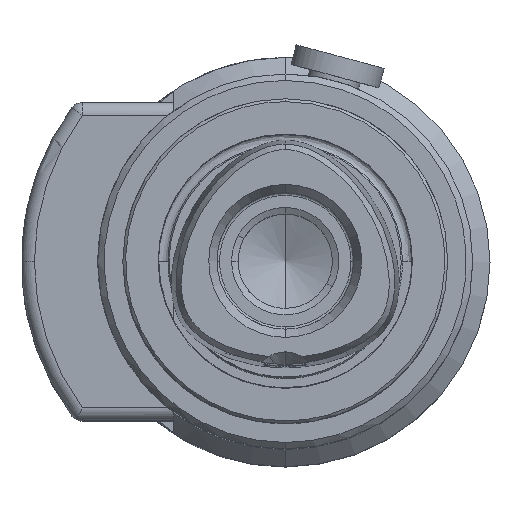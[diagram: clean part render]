
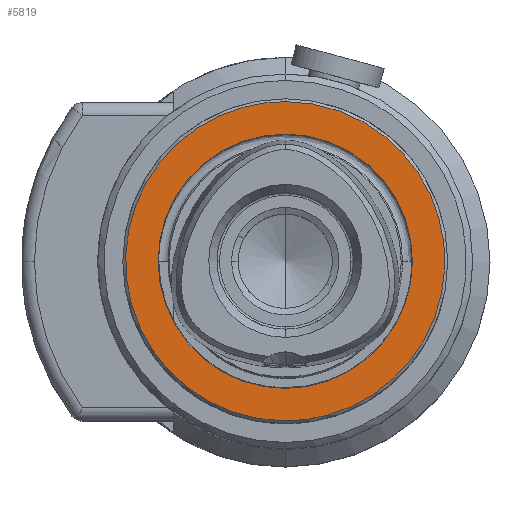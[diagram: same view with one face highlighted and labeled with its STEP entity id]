
A CAD part, top view. The second image highlights one B-rep face of the part: STEP entity #5819.
In plain terms, the highlighted planar face has unit normal (0, 0, 1).
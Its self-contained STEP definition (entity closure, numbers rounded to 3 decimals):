
#5714=AXIS2_PLACEMENT_3D('Circle Axis2P3D',#5712,#5713,$) ;
#5739=AXIS2_PLACEMENT_3D('Circle Axis2P3D',#5737,#5738,$) ;
#5753=AXIS2_PLACEMENT_3D('Plane Axis2P3D',#5750,#5751,#5752) ;
#5709=CARTESIAN_POINT('Vertex',(0.,19.564,0.)) ;
#5712=CARTESIAN_POINT('Axis2P3D Location',(0.,0.,0.)) ;
#5716=CARTESIAN_POINT('Vertex',(0.,-19.564,0.)) ;
#5737=CARTESIAN_POINT('Axis2P3D Location',(0.,0.,0.)) ;
#5750=CARTESIAN_POINT('Axis2P3D Location',(0.,18.75,0.)) ;
#5756=CARTESIAN_POINT('Control Point',(0.,24.56,0.)) ;
#5757=CARTESIAN_POINT('Control Point',(2.428,24.56,0.)) ;
#5758=CARTESIAN_POINT('Control Point',(4.856,24.26,0.)) ;
#5759=CARTESIAN_POINT('Control Point',(7.234,23.66,0.)) ;
#5760=CARTESIAN_POINT('Control Point',(11.793,21.885,0.)) ;
#5761=CARTESIAN_POINT('Control Point',(15.783,19.053,0.)) ;
#5762=CARTESIAN_POINT('Control Point',(17.592,17.396,0.)) ;
#5763=CARTESIAN_POINT('Control Point',(20.764,13.671,0.)) ;
#5764=CARTESIAN_POINT('Control Point',(22.933,9.285,0.)) ;
#5765=CARTESIAN_POINT('Control Point',(23.739,6.969,0.)) ;
#5766=CARTESIAN_POINT('Control Point',(24.764,2.185,0.)) ;
#5767=CARTESIAN_POINT('Control Point',(24.593,-2.705,0.)) ;
#5768=CARTESIAN_POINT('Control Point',(24.204,-5.127,0.)) ;
#5769=CARTESIAN_POINT('Control Point',(22.836,-9.824,0.)) ;
#5770=CARTESIAN_POINT('Control Point',(20.366,-14.048,0.)) ;
#5771=CARTESIAN_POINT('Control Point',(18.875,-15.995,0.)) ;
#5772=CARTESIAN_POINT('Control Point',(15.443,-19.482,0.)) ;
#5773=CARTESIAN_POINT('Control Point',(11.265,-22.028,0.)) ;
#5774=CARTESIAN_POINT('Control Point',(9.028,-23.035,0.)) ;
#5775=CARTESIAN_POINT('Control Point',(5.858,-24.012,0.)) ;
#5776=CARTESIAN_POINT('Control Point',(2.591,-24.446,0.)) ;
#5777=CARTESIAN_POINT('Control Point',(1.729,-24.522,0.)) ;
#5778=CARTESIAN_POINT('Control Point',(0.864,-24.56,0.)) ;
#5779=CARTESIAN_POINT('Control Point',(0.,-24.56,0.)) ;
#5780=CARTESIAN_POINT('Vertex',(0.,24.56,0.)) ;
#5782=CARTESIAN_POINT('Vertex',(0.,-24.56,0.)) ;
#5786=CARTESIAN_POINT('Control Point',(0.,-24.56,0.)) ;
#5787=CARTESIAN_POINT('Control Point',(-2.428,-24.56,0.)) ;
#5788=CARTESIAN_POINT('Control Point',(-4.856,-24.26,0.)) ;
#5789=CARTESIAN_POINT('Control Point',(-7.234,-23.66,0.)) ;
#5790=CARTESIAN_POINT('Control Point',(-11.793,-21.885,0.)) ;
#5791=CARTESIAN_POINT('Control Point',(-15.783,-19.053,0.)) ;
#5792=CARTESIAN_POINT('Control Point',(-17.592,-17.396,0.)) ;
#5793=CARTESIAN_POINT('Control Point',(-20.764,-13.671,0.)) ;
#5794=CARTESIAN_POINT('Control Point',(-22.933,-9.285,0.)) ;
#5795=CARTESIAN_POINT('Control Point',(-23.739,-6.969,0.)) ;
#5796=CARTESIAN_POINT('Control Point',(-24.764,-2.185,0.)) ;
#5797=CARTESIAN_POINT('Control Point',(-24.593,2.705,0.)) ;
#5798=CARTESIAN_POINT('Control Point',(-24.204,5.127,0.)) ;
#5799=CARTESIAN_POINT('Control Point',(-22.836,9.824,0.)) ;
#5800=CARTESIAN_POINT('Control Point',(-20.366,14.048,0.)) ;
#5801=CARTESIAN_POINT('Control Point',(-18.875,15.995,0.)) ;
#5802=CARTESIAN_POINT('Control Point',(-15.443,19.482,0.)) ;
#5803=CARTESIAN_POINT('Control Point',(-11.265,22.028,0.)) ;
#5804=CARTESIAN_POINT('Control Point',(-9.028,23.035,0.)) ;
#5805=CARTESIAN_POINT('Control Point',(-5.858,24.012,0.)) ;
#5806=CARTESIAN_POINT('Control Point',(-2.591,24.446,0.)) ;
#5807=CARTESIAN_POINT('Control Point',(-1.729,24.522,0.)) ;
#5808=CARTESIAN_POINT('Control Point',(-0.864,24.56,0.)) ;
#5809=CARTESIAN_POINT('Control Point',(0.,24.56,0.)) ;
#5713=DIRECTION('Axis2P3D Direction',(0.,0.,1.)) ;
#5738=DIRECTION('Axis2P3D Direction',(0.,0.,1.)) ;
#5751=DIRECTION('Axis2P3D Direction',(0.,0.,1.)) ;
#5752=DIRECTION('Axis2P3D XDirection',(0.,-1.,0.)) ;
#5812=ORIENTED_EDGE('',*,*,#5784,.F.) ;
#5813=ORIENTED_EDGE('',*,*,#5810,.F.) ;
#5816=ORIENTED_EDGE('',*,*,#5718,.T.) ;
#5817=ORIENTED_EDGE('',*,*,#5741,.T.) ;
#5818=FACE_BOUND('',#5815,.T.) ;
#5819=ADVANCED_FACE('NOCUT',(#5814,#5818),#5754,.T.) ;
#5755=B_SPLINE_CURVE_WITH_KNOTS('',5,(#5756,#5757,#5758,#5759,#5760,#5761,#5762,#5763,#5764,#5765,#5766,#5767,#5768,#5769,#5770,#5771,#5772,#5773,#5774,#5775,#5776,#5777,#5778,#5779),.UNSPECIFIED.,.F.,.U.,(6,3,3,3,3,3,3,6),(0.,17.167,34.334,51.502,68.669,85.836,103.003,109.116),.UNSPECIFIED.) ;
#5785=B_SPLINE_CURVE_WITH_KNOTS('',5,(#5786,#5787,#5788,#5789,#5790,#5791,#5792,#5793,#5794,#5795,#5796,#5797,#5798,#5799,#5800,#5801,#5802,#5803,#5804,#5805,#5806,#5807,#5808,#5809),.UNSPECIFIED.,.F.,.U.,(6,3,3,3,3,3,3,6),(0.,17.167,34.334,51.502,68.669,85.836,103.003,109.116),.UNSPECIFIED.) ;
#5715=CIRCLE('generated circle',#5714,19.564) ;
#5740=CIRCLE('generated circle',#5739,19.564) ;
#5718=EDGE_CURVE('',#5717,#5710,#5715,.F.) ;
#5741=EDGE_CURVE('',#5710,#5717,#5740,.F.) ;
#5784=EDGE_CURVE('',#5781,#5783,#5755,.T.) ;
#5810=EDGE_CURVE('',#5783,#5781,#5785,.T.) ;
#5811=EDGE_LOOP('',(#5812,#5813)) ;
#5815=EDGE_LOOP('',(#5816,#5817)) ;
#5814=FACE_OUTER_BOUND('',#5811,.T.) ;
#5754=PLANE('',#5753) ;
#5710=VERTEX_POINT('',#5709) ;
#5717=VERTEX_POINT('',#5716) ;
#5781=VERTEX_POINT('',#5780) ;
#5783=VERTEX_POINT('',#5782) ;
